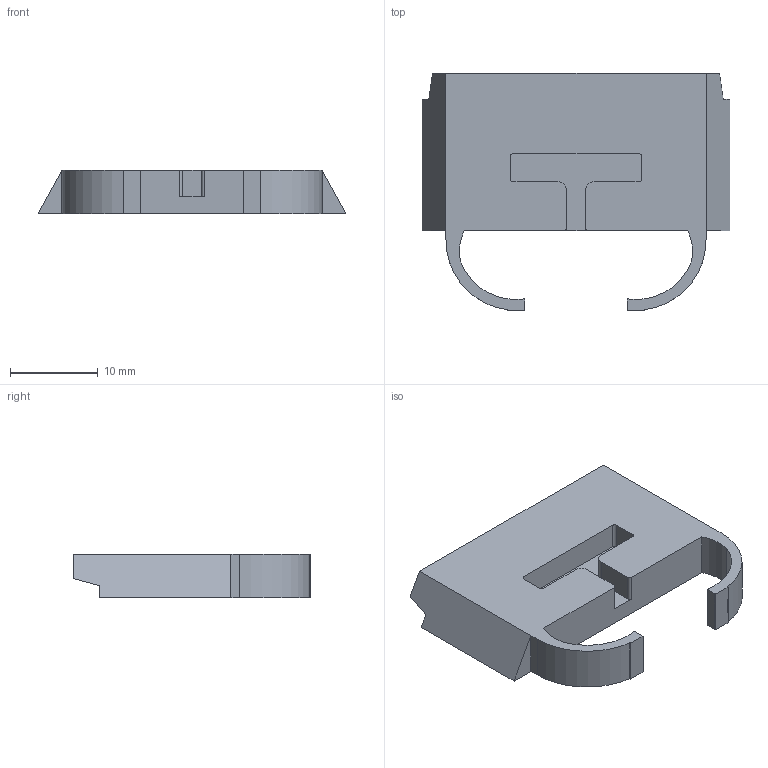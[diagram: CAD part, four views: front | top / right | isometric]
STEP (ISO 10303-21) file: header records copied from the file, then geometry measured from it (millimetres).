
FILE_DESCRIPTION(/* description */ (' ()'),/* implementation_level */ '2;1');
FILE_NAME(/* name */ 'boneIO-bottom-clips.stp',/* time_stamp */ '2021-12-03T23:19:27+01:00',/* author */ ('Mariusz_PC'),/* organization */ (''),/* preprocessor_version */ 'ST-DEVELOPER v18.1',/* originating_system */ 'Autodesk Inventor 2022',/* authorisation */ '');
FILE_SCHEMA (('AUTOMOTIVE_DESIGN { 1 0 10303 214 3 1 1 }'));
Length unit declared in the file: millimetre
Products named in the file (1): boneIO-bottom-clips
Bounding box: 35.16 x 27.13 x 5 mm (x, y, z)
Volume: 2731.3 mm3; surface area: 2120.7 mm2
Topology: 1 solids, 1 shells, 44 faces, 124 edges, 82 vertices
Faces by surface type: plane 30, cylinder 14
Entity records: 1472 total; most frequent: CARTESIAN_POINT 251, ORIENTED_EDGE 248, DIRECTION 242, EDGE_CURVE 124, LINE 96, VECTOR 96, VERTEX_POINT 82, AXIS2_PLACEMENT_3D 73
